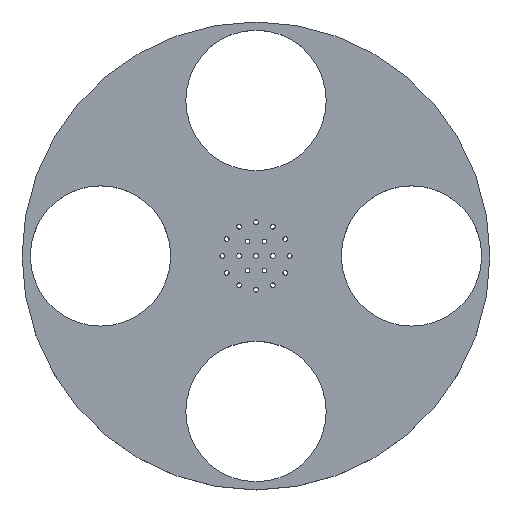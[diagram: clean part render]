
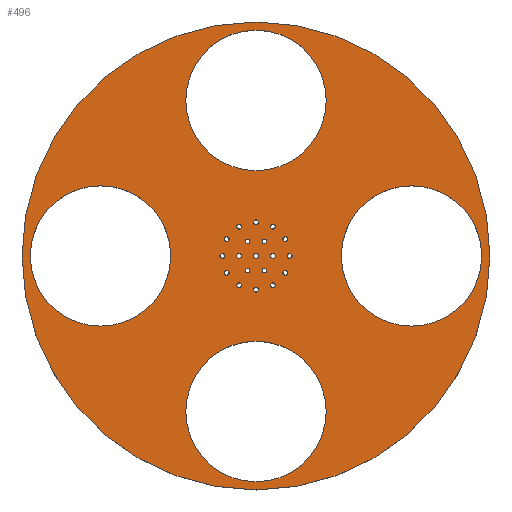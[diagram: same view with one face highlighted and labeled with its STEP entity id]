
A CAD part, top view. The second image highlights one B-rep face of the part: STEP entity #496.
In plain terms, the highlighted planar face has unit normal (0, 0, 1).
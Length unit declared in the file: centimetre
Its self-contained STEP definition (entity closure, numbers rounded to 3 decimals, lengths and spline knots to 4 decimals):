
#67=ORIENTED_EDGE('',*,*,#167,.T.);
#68=ORIENTED_EDGE('',*,*,#168,.T.);
#69=ORIENTED_EDGE('',*,*,#169,.T.);
#70=ORIENTED_EDGE('',*,*,#170,.T.);
#71=ORIENTED_EDGE('',*,*,#171,.T.);
#72=ORIENTED_EDGE('',*,*,#172,.T.);
#73=ORIENTED_EDGE('',*,*,#173,.T.);
#74=ORIENTED_EDGE('',*,*,#174,.T.);
#75=ORIENTED_EDGE('',*,*,#175,.T.);
#76=ORIENTED_EDGE('',*,*,#176,.T.);
#77=ORIENTED_EDGE('',*,*,#177,.T.);
#78=ORIENTED_EDGE('',*,*,#178,.T.);
#79=ORIENTED_EDGE('',*,*,#179,.T.);
#80=ORIENTED_EDGE('',*,*,#180,.T.);
#81=ORIENTED_EDGE('',*,*,#181,.T.);
#82=ORIENTED_EDGE('',*,*,#182,.T.);
#83=ORIENTED_EDGE('',*,*,#183,.T.);
#84=ORIENTED_EDGE('',*,*,#184,.T.);
#85=ORIENTED_EDGE('',*,*,#185,.T.);
#86=ORIENTED_EDGE('',*,*,#163,.F.);
#87=ORIENTED_EDGE('',*,*,#161,.F.);
#88=ORIENTED_EDGE('',*,*,#159,.F.);
#89=ORIENTED_EDGE('',*,*,#157,.F.);
#90=ORIENTED_EDGE('',*,*,#165,.F.);
#157=EDGE_CURVE('',#207,#207,#257,.F.);
#159=EDGE_CURVE('',#209,#209,#259,.T.);
#161=EDGE_CURVE('',#211,#211,#261,.F.);
#163=EDGE_CURVE('',#213,#213,#263,.F.);
#165=EDGE_CURVE('',#215,#215,#265,.F.);
#167=EDGE_CURVE('',#217,#217,#267,.T.);
#168=EDGE_CURVE('',#218,#218,#268,.T.);
#169=EDGE_CURVE('',#219,#219,#269,.T.);
#170=EDGE_CURVE('',#220,#220,#270,.T.);
#171=EDGE_CURVE('',#221,#221,#271,.T.);
#172=EDGE_CURVE('',#222,#222,#272,.T.);
#173=EDGE_CURVE('',#223,#223,#273,.T.);
#174=EDGE_CURVE('',#224,#224,#274,.T.);
#175=EDGE_CURVE('',#225,#225,#275,.T.);
#176=EDGE_CURVE('',#226,#226,#276,.T.);
#177=EDGE_CURVE('',#227,#227,#277,.T.);
#178=EDGE_CURVE('',#228,#228,#278,.T.);
#179=EDGE_CURVE('',#229,#229,#279,.T.);
#180=EDGE_CURVE('',#230,#230,#280,.T.);
#181=EDGE_CURVE('',#231,#231,#281,.T.);
#182=EDGE_CURVE('',#232,#232,#282,.T.);
#183=EDGE_CURVE('',#233,#233,#283,.T.);
#184=EDGE_CURVE('',#234,#234,#284,.T.);
#185=EDGE_CURVE('',#235,#235,#285,.T.);
#207=VERTEX_POINT('',#811);
#209=VERTEX_POINT('',#816);
#211=VERTEX_POINT('',#821);
#213=VERTEX_POINT('',#826);
#215=VERTEX_POINT('',#831);
#217=VERTEX_POINT('',#836);
#218=VERTEX_POINT('',#838);
#219=VERTEX_POINT('',#840);
#220=VERTEX_POINT('',#842);
#221=VERTEX_POINT('',#844);
#222=VERTEX_POINT('',#846);
#223=VERTEX_POINT('',#848);
#224=VERTEX_POINT('',#850);
#225=VERTEX_POINT('',#852);
#226=VERTEX_POINT('',#854);
#227=VERTEX_POINT('',#856);
#228=VERTEX_POINT('',#858);
#229=VERTEX_POINT('',#860);
#230=VERTEX_POINT('',#862);
#231=VERTEX_POINT('',#864);
#232=VERTEX_POINT('',#866);
#233=VERTEX_POINT('',#868);
#234=VERTEX_POINT('',#870);
#235=VERTEX_POINT('',#872);
#257=CIRCLE('',#553,0.75);
#259=CIRCLE('',#556,2.5);
#261=CIRCLE('',#559,0.75);
#263=CIRCLE('',#562,0.75);
#265=CIRCLE('',#565,0.75);
#267=CIRCLE('',#568,0.025);
#268=CIRCLE('',#569,0.025);
#269=CIRCLE('',#570,0.025);
#270=CIRCLE('',#571,0.025);
#271=CIRCLE('',#572,0.025);
#272=CIRCLE('',#573,0.025);
#273=CIRCLE('',#574,0.025);
#274=CIRCLE('',#575,0.025);
#275=CIRCLE('',#576,0.025);
#276=CIRCLE('',#577,0.025);
#277=CIRCLE('',#578,0.025);
#278=CIRCLE('',#579,0.025);
#279=CIRCLE('',#580,0.025);
#280=CIRCLE('',#581,0.025);
#281=CIRCLE('',#582,0.025);
#282=CIRCLE('',#583,0.025);
#283=CIRCLE('',#584,0.025);
#284=CIRCLE('',#585,0.025);
#285=CIRCLE('',#586,0.025);
#317=EDGE_LOOP('',(#67));
#318=EDGE_LOOP('',(#68));
#319=EDGE_LOOP('',(#69));
#320=EDGE_LOOP('',(#70));
#321=EDGE_LOOP('',(#71));
#322=EDGE_LOOP('',(#72));
#323=EDGE_LOOP('',(#73));
#324=EDGE_LOOP('',(#74));
#325=EDGE_LOOP('',(#75));
#326=EDGE_LOOP('',(#76));
#327=EDGE_LOOP('',(#77));
#328=EDGE_LOOP('',(#78));
#329=EDGE_LOOP('',(#79));
#330=EDGE_LOOP('',(#80));
#331=EDGE_LOOP('',(#81));
#332=EDGE_LOOP('',(#82));
#333=EDGE_LOOP('',(#83));
#334=EDGE_LOOP('',(#84));
#335=EDGE_LOOP('',(#85));
#336=EDGE_LOOP('',(#86));
#337=EDGE_LOOP('',(#87));
#338=EDGE_LOOP('',(#88));
#339=EDGE_LOOP('',(#89));
#340=EDGE_LOOP('',(#90));
#417=FACE_BOUND('',#317,.T.);
#418=FACE_BOUND('',#318,.T.);
#419=FACE_BOUND('',#319,.T.);
#420=FACE_BOUND('',#320,.T.);
#421=FACE_BOUND('',#321,.T.);
#422=FACE_BOUND('',#322,.T.);
#423=FACE_BOUND('',#323,.T.);
#424=FACE_BOUND('',#324,.T.);
#425=FACE_BOUND('',#325,.T.);
#426=FACE_BOUND('',#326,.T.);
#427=FACE_BOUND('',#327,.T.);
#428=FACE_BOUND('',#328,.T.);
#429=FACE_BOUND('',#329,.T.);
#430=FACE_BOUND('',#330,.T.);
#431=FACE_BOUND('',#331,.T.);
#432=FACE_BOUND('',#332,.T.);
#433=FACE_BOUND('',#333,.T.);
#434=FACE_BOUND('',#334,.T.);
#435=FACE_BOUND('',#335,.T.);
#436=FACE_BOUND('',#336,.T.);
#437=FACE_BOUND('',#337,.T.);
#438=FACE_BOUND('',#338,.T.);
#439=FACE_BOUND('',#339,.T.);
#440=FACE_BOUND('',#340,.T.);
#488=PLANE('',#567);
#496=ADVANCED_FACE('',(#417,#418,#419,#420,#421,#422,#423,#424,#425,#426,
#427,#428,#429,#430,#431,#432,#433,#434,#435,#436,#437,#438,#439,#440),
#488,.F.);
#553=AXIS2_PLACEMENT_3D('',#810,#655,#656);
#556=AXIS2_PLACEMENT_3D('',#815,#661,#662);
#559=AXIS2_PLACEMENT_3D('',#820,#667,#668);
#562=AXIS2_PLACEMENT_3D('',#825,#673,#674);
#565=AXIS2_PLACEMENT_3D('',#830,#679,#680);
#567=AXIS2_PLACEMENT_3D('',#834,#683,#684);
#568=AXIS2_PLACEMENT_3D('',#835,#685,#686);
#569=AXIS2_PLACEMENT_3D('',#837,#687,#688);
#570=AXIS2_PLACEMENT_3D('',#839,#689,#690);
#571=AXIS2_PLACEMENT_3D('',#841,#691,#692);
#572=AXIS2_PLACEMENT_3D('',#843,#693,#694);
#573=AXIS2_PLACEMENT_3D('',#845,#695,#696);
#574=AXIS2_PLACEMENT_3D('',#847,#697,#698);
#575=AXIS2_PLACEMENT_3D('',#849,#699,#700);
#576=AXIS2_PLACEMENT_3D('',#851,#701,#702);
#577=AXIS2_PLACEMENT_3D('',#853,#703,#704);
#578=AXIS2_PLACEMENT_3D('',#855,#705,#706);
#579=AXIS2_PLACEMENT_3D('',#857,#707,#708);
#580=AXIS2_PLACEMENT_3D('',#859,#709,#710);
#581=AXIS2_PLACEMENT_3D('',#861,#711,#712);
#582=AXIS2_PLACEMENT_3D('',#863,#713,#714);
#583=AXIS2_PLACEMENT_3D('',#865,#715,#716);
#584=AXIS2_PLACEMENT_3D('',#867,#717,#718);
#585=AXIS2_PLACEMENT_3D('',#869,#719,#720);
#586=AXIS2_PLACEMENT_3D('',#871,#721,#722);
#655=DIRECTION('',(0.,0.,-1.));
#656=DIRECTION('',(-1.,0.,0.));
#661=DIRECTION('',(0.,0.,-1.));
#662=DIRECTION('',(-1.,0.,0.));
#667=DIRECTION('',(0.,0.,-1.));
#668=DIRECTION('',(-1.,0.,0.));
#673=DIRECTION('',(0.,0.,-1.));
#674=DIRECTION('',(-1.,0.,0.));
#679=DIRECTION('',(0.,0.,-1.));
#680=DIRECTION('',(-1.,0.,0.));
#683=DIRECTION('',(0.,0.,-1.));
#684=DIRECTION('',(1.,0.,0.));
#685=DIRECTION('',(0.,0.,-1.));
#686=DIRECTION('',(-1.,0.,0.));
#687=DIRECTION('',(0.,0.,-1.));
#688=DIRECTION('',(-1.,0.,0.));
#689=DIRECTION('',(0.,0.,-1.));
#690=DIRECTION('',(-1.,0.,0.));
#691=DIRECTION('',(0.,0.,-1.));
#692=DIRECTION('',(-1.,0.,0.));
#693=DIRECTION('',(0.,0.,-1.));
#694=DIRECTION('',(-1.,0.,0.));
#695=DIRECTION('',(0.,0.,-1.));
#696=DIRECTION('',(-1.,0.,0.));
#697=DIRECTION('',(0.,0.,-1.));
#698=DIRECTION('',(-1.,0.,0.));
#699=DIRECTION('',(0.,0.,-1.));
#700=DIRECTION('',(-1.,0.,0.));
#701=DIRECTION('',(0.,0.,-1.));
#702=DIRECTION('',(-1.,0.,0.));
#703=DIRECTION('',(0.,0.,-1.));
#704=DIRECTION('',(-1.,0.,0.));
#705=DIRECTION('',(0.,0.,-1.));
#706=DIRECTION('',(-1.,0.,0.));
#707=DIRECTION('',(0.,0.,-1.));
#708=DIRECTION('',(-1.,0.,0.));
#709=DIRECTION('',(0.,0.,-1.));
#710=DIRECTION('',(-1.,0.,0.));
#711=DIRECTION('',(0.,0.,-1.));
#712=DIRECTION('',(-1.,0.,0.));
#713=DIRECTION('',(0.,0.,-1.));
#714=DIRECTION('',(-1.,0.,0.));
#715=DIRECTION('',(0.,0.,-1.));
#716=DIRECTION('',(-1.,0.,0.));
#717=DIRECTION('',(0.,0.,-1.));
#718=DIRECTION('',(-1.,0.,0.));
#719=DIRECTION('',(0.,0.,-1.));
#720=DIRECTION('',(-1.,0.,0.));
#721=DIRECTION('',(0.,0.,-1.));
#722=DIRECTION('',(-1.,0.,0.));
#810=CARTESIAN_POINT('',(1.6618,0.,-4.2151));
#811=CARTESIAN_POINT('',(0.9118,0.,-4.2151));
#815=CARTESIAN_POINT('',(0.,0.,-4.2151));
#816=CARTESIAN_POINT('',(-2.5,0.,-4.2151));
#820=CARTESIAN_POINT('',(0.,1.6618,-4.2151));
#821=CARTESIAN_POINT('',(-0.75,1.6618,-4.2151));
#825=CARTESIAN_POINT('',(0.,-1.6618,-4.2151));
#826=CARTESIAN_POINT('',(-0.75,-1.6618,-4.2151));
#830=CARTESIAN_POINT('',(-1.6618,0.,-4.2151));
#831=CARTESIAN_POINT('',(-2.4118,0.,-4.2151));
#834=CARTESIAN_POINT('',(0.,0.,-4.2151));
#835=CARTESIAN_POINT('',(-0.3123,0.1803,-4.2151));
#836=CARTESIAN_POINT('',(-0.3373,0.1803,-4.2151));
#837=CARTESIAN_POINT('',(-0.1803,0.3123,-4.2151));
#838=CARTESIAN_POINT('',(-0.2053,0.3123,-4.2151));
#839=CARTESIAN_POINT('',(0.,0.3606,-4.2151));
#840=CARTESIAN_POINT('',(-0.025,0.3606,-4.2151));
#841=CARTESIAN_POINT('',(0.1803,0.3123,-4.2151));
#842=CARTESIAN_POINT('',(0.1553,0.3123,-4.2151));
#843=CARTESIAN_POINT('',(-0.09,0.1559,-4.2151));
#844=CARTESIAN_POINT('',(-0.115,0.1559,-4.2151));
#845=CARTESIAN_POINT('',(0.09,0.1559,-4.2151));
#846=CARTESIAN_POINT('',(0.065,0.1559,-4.2151));
#847=CARTESIAN_POINT('',(0.3123,0.1803,-4.2151));
#848=CARTESIAN_POINT('',(0.2873,0.1803,-4.2151));
#849=CARTESIAN_POINT('',(0.3606,0.,-4.2151));
#850=CARTESIAN_POINT('',(0.3356,0.,-4.2151));
#851=CARTESIAN_POINT('',(0.18,0.,-4.2151));
#852=CARTESIAN_POINT('',(0.155,0.,-4.2151));
#853=CARTESIAN_POINT('',(0.09,-0.1559,-4.2151));
#854=CARTESIAN_POINT('',(0.065,-0.1559,-4.2151));
#855=CARTESIAN_POINT('',(-0.09,-0.1559,-4.2151));
#856=CARTESIAN_POINT('',(-0.115,-0.1559,-4.2151));
#857=CARTESIAN_POINT('',(-0.18,0.,-4.2151));
#858=CARTESIAN_POINT('',(-0.205,0.,-4.2151));
#859=CARTESIAN_POINT('',(0.,-0.3606,-4.2151));
#860=CARTESIAN_POINT('',(-0.025,-0.3606,-4.2151));
#861=CARTESIAN_POINT('',(-0.1803,-0.3123,-4.2151));
#862=CARTESIAN_POINT('',(-0.2053,-0.3123,-4.2151));
#863=CARTESIAN_POINT('',(-0.3123,-0.1803,-4.2151));
#864=CARTESIAN_POINT('',(-0.3373,-0.1803,-4.2151));
#865=CARTESIAN_POINT('',(-0.3606,0.,-4.2151));
#866=CARTESIAN_POINT('',(-0.3856,0.,-4.2151));
#867=CARTESIAN_POINT('',(0.3123,-0.1803,-4.2151));
#868=CARTESIAN_POINT('',(0.2873,-0.1803,-4.2151));
#869=CARTESIAN_POINT('',(0.1803,-0.3123,-4.2151));
#870=CARTESIAN_POINT('',(0.1553,-0.3123,-4.2151));
#871=CARTESIAN_POINT('',(0.,0.,-4.2151));
#872=CARTESIAN_POINT('',(-0.025,0.,-4.2151));
